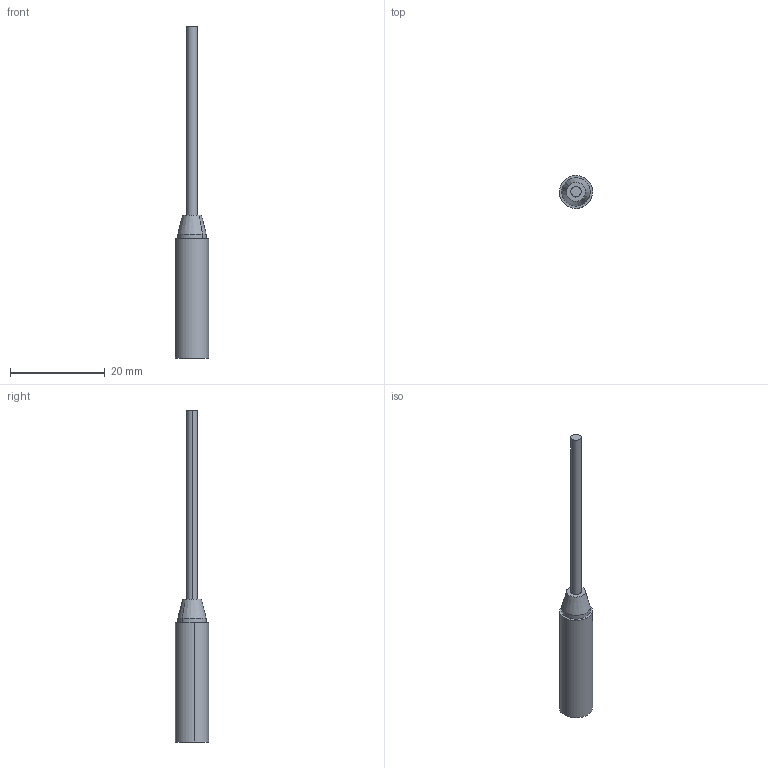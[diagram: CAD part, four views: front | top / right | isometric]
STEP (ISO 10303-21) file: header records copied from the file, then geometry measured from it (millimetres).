
FILE_DESCRIPTION (( 'STEP AP214' ), '1' );
FILE_NAME ('CF-RBA-20.step', '2018-04-12T19:31:47', ( '' ), ( '' ), 'SwSTEP 2.0', 'SolidWorks 2017', '' );
FILE_SCHEMA (( 'AUTOMOTIVE_DESIGN' ));
Length unit declared in the file: inch
Products named in the file (1): CF-RBA-20
Bounding box: 7 x 7 x 70.2 mm (x, y, z)
Volume: 1229.7 mm3; surface area: 1039.7 mm2
Topology: 3 solids, 3 shells, 14 faces, 22 edges, 14 vertices
Faces by surface type: cylinder 6, plane 6, cone 2
Entity records: 568 total; most frequent: DIRECTION 66, CARTESIAN_POINT 51, ORIENTED_EDGE 44, AXIS2_PLACEMENT_3D 29, EDGE_CURVE 22, LENGTH_MEASURE_WITH_UNIT 19, DIMENSIONAL_EXPONENTS 19, UNCERTAINTY_MEASURE_WITH_UNIT 19
